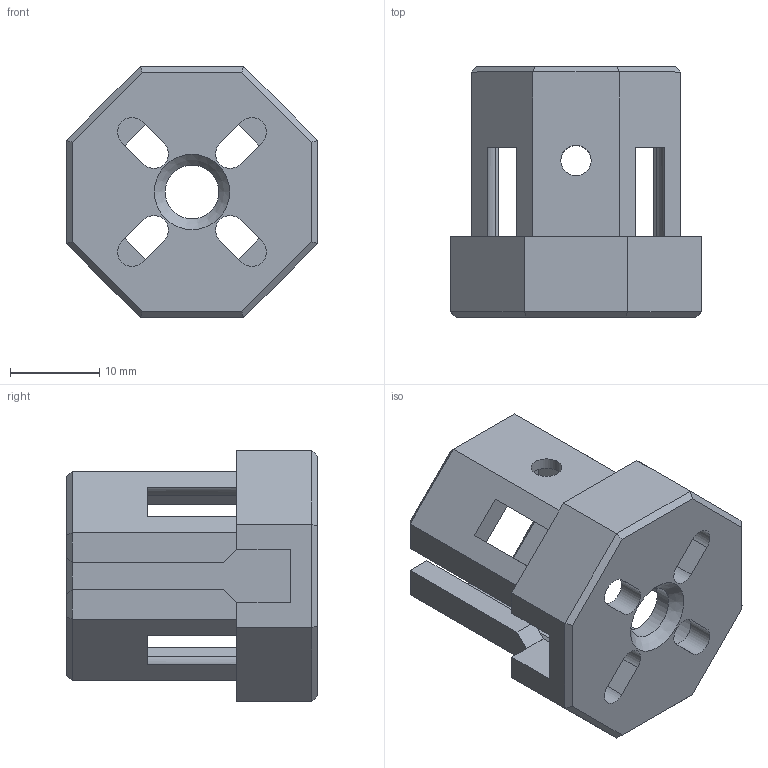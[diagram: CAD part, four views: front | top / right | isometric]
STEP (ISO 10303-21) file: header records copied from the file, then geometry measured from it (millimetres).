
FILE_DESCRIPTION(/* description */ (''),/* implementation_level */ '2;1');
FILE_NAME(/* name */ 'Motor mount 3mm.step',/* time_stamp */ '2024-06-06T08:51:55+02:00',/* author */ (''),/* organization */ (''),/* preprocessor_version */ 'ST-DEVELOPER v20',/* originating_system */ 'Autodesk Translation Framework v13.14.0.145',/* authorisation */ '');
FILE_SCHEMA (('AUTOMOTIVE_DESIGN { 1 0 10303 214 3 1 1 }'));
Length unit declared in the file: millimetre
Products named in the file (1): Motor mount 3mm
Bounding box: 28 x 28 x 28 mm (x, y, z)
Volume: 6140.6 mm3; surface area: 5145.4 mm2
Topology: 1 solids, 1 shells, 116 faces, 329 edges, 209 vertices
Faces by surface type: plane 100, cylinder 15, cone 1
Full cylindrical faces by diameter (mm): 3.4 x2, 6 x1
Entity records: 3768 total; most frequent: ORIENTED_EDGE 658, CARTESIAN_POINT 655, DIRECTION 602, EDGE_CURVE 329, LINE 290, VECTOR 290, VERTEX_POINT 209, AXIS2_PLACEMENT_3D 156
